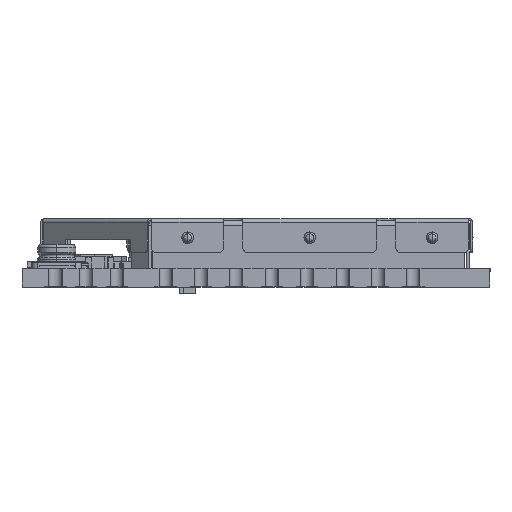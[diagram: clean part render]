
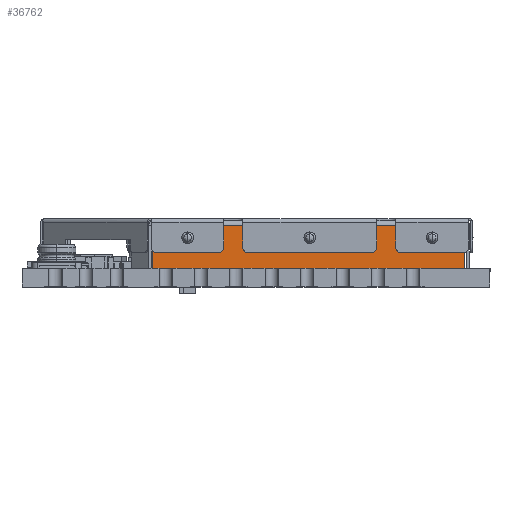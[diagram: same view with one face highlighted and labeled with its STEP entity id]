
A CAD part, left-side view. The second image highlights one B-rep face of the part: STEP entity #36762.
In plain terms, the highlighted planar face has unit normal (-1, 0, 0).
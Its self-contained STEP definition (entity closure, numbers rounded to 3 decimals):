
#1 = DIRECTION ( 'NONE',  ( -1., 0., 0. ) ) ;
#756 = CARTESIAN_POINT ( 'NONE',  ( 1.14, 15.798, 1.6 ) ) ;
#1014 = EDGE_CURVE ( 'NONE', #19745, #92927, #93471, .T. ) ;
#1176 = DIRECTION ( 'NONE',  ( 0., 0., 1. ) ) ;
#1260 = DIRECTION ( 'NONE',  ( 0., 1., 0. ) ) ;
#1485 = CARTESIAN_POINT ( 'NONE',  ( 1.14, 15.798, 1.6 ) ) ;
#1539 = CARTESIAN_POINT ( 'NONE',  ( 1.14, 2.59, -0.5 ) ) ;
#2766 = ORIENTED_EDGE ( 'NONE', *, *, #76425, .F. ) ;
#3361 = FACE_BOUND ( 'NONE', #59012, .T. ) ;
#4827 = DIRECTION ( 'NONE',  ( 0., -1., 0. ) ) ;
#5886 = CARTESIAN_POINT ( 'NONE',  ( 1.14, 1.321, 0. ) ) ;
#6074 = LINE ( 'NONE', #12680, #17572 ) ;
#8149 = AXIS2_PLACEMENT_3D ( 'NONE', #80305, #1, #29790 ) ;
#9461 = CARTESIAN_POINT ( 'NONE',  ( 1.14, 9.419, 1.9 ) ) ;
#10012 = DIRECTION ( 'NONE',  ( -1., 0., 0. ) ) ;
#11117 = DIRECTION ( 'NONE',  ( -1., 0., 0. ) ) ;
#11138 = DIRECTION ( 'NONE',  ( 1., 0., 0. ) ) ;
#12680 = CARTESIAN_POINT ( 'NONE',  ( 1.14, 2.59, 2.5 ) ) ;
#13179 = EDGE_CURVE ( 'NONE', #53383, #32880, #86116, .T. ) ;
#15982 = VERTEX_POINT ( 'NONE', #71005 ) ;
#17572 = VECTOR ( 'NONE', #93560, 1000. ) ;
#18216 = CARTESIAN_POINT ( 'NONE',  ( 1.14, 1.08, 2.5 ) ) ;
#19745 = VERTEX_POINT ( 'NONE', #23895 ) ;
#20013 = EDGE_CURVE ( 'NONE', #92927, #36600, #62664, .T. ) ;
#20961 = DIRECTION ( 'NONE',  ( 0., 0., -1. ) ) ;
#21347 = DIRECTION ( 'NONE',  ( 0., 0., -1. ) ) ;
#21534 = ORIENTED_EDGE ( 'NONE', *, *, #13179, .F. ) ;
#21599 = CARTESIAN_POINT ( 'NONE',  ( 1.14, 1.08, 0. ) ) ;
#23895 = CARTESIAN_POINT ( 'NONE',  ( 1.14, 1.321, 2.23 ) ) ;
#24417 = EDGE_CURVE ( 'NONE', #84916, #61120, #70341, .T. ) ;
#24593 = ORIENTED_EDGE ( 'NONE', *, *, #88886, .F. ) ;
#25039 = CIRCLE ( 'NONE', #73669, 0.3 ) ;
#25173 = LINE ( 'NONE', #48570, #33311 ) ;
#25440 = CIRCLE ( 'NONE', #92257, 0.3 ) ;
#26204 = CARTESIAN_POINT ( 'NONE',  ( 1.14, 3.025, 1.6 ) ) ;
#27754 = ORIENTED_EDGE ( 'NONE', *, *, #67730, .F. ) ;
#28624 = ORIENTED_EDGE ( 'NONE', *, *, #42047, .F. ) ;
#29533 = LINE ( 'NONE', #30539, #58069 ) ;
#29790 = DIRECTION ( 'NONE',  ( 0., 0., -1. ) ) ;
#30142 = VECTOR ( 'NONE', #1176, 1000. ) ;
#30148 = CARTESIAN_POINT ( 'NONE',  ( 1.14, 1.08, 0. ) ) ;
#30539 = CARTESIAN_POINT ( 'NONE',  ( 1.14, 2.09, 2.5 ) ) ;
#30713 = EDGE_CURVE ( 'NONE', #44076, #15982, #62206, .T. ) ;
#30784 = LINE ( 'NONE', #79489, #90147 ) ;
#31204 = EDGE_CURVE ( 'NONE', #92448, #75957, #75740, .T. ) ;
#32880 = VERTEX_POINT ( 'NONE', #87891 ) ;
#33311 = VECTOR ( 'NONE', #4827, 1000. ) ;
#33846 = VERTEX_POINT ( 'NONE', #94129 ) ;
#34791 = ORIENTED_EDGE ( 'NONE', *, *, #30713, .F. ) ;
#36600 = VERTEX_POINT ( 'NONE', #57673 ) ;
#36762 = ADVANCED_FACE ( 'NONE', ( #66317, #47934, #46790, #3361 ), #60668, .F. ) ;
#37669 = CARTESIAN_POINT ( 'NONE',  ( 1.14, 3.025, 1.9 ) ) ;
#37793 = DIRECTION ( 'NONE',  ( 0., 0., -1. ) ) ;
#40265 = CARTESIAN_POINT ( 'NONE',  ( 1.14, 1.321, 2.5 ) ) ;
#42047 = EDGE_CURVE ( 'NONE', #32880, #19745, #25173, .T. ) ;
#43343 = DIRECTION ( 'NONE',  ( -1., 0., 0. ) ) ;
#44076 = VERTEX_POINT ( 'NONE', #62327 ) ;
#46425 = DIRECTION ( 'NONE',  ( 0., 0., -1. ) ) ;
#46790 = FACE_BOUND ( 'NONE', #57161, .T. ) ;
#47327 = ORIENTED_EDGE ( 'NONE', *, *, #31204, .F. ) ;
#47686 = AXIS2_PLACEMENT_3D ( 'NONE', #1485, #81774, #21347 ) ;
#47871 = DIRECTION ( 'NONE',  ( 0., 0., -1. ) ) ;
#47934 = FACE_BOUND ( 'NONE', #61355, .T. ) ;
#48570 = CARTESIAN_POINT ( 'NONE',  ( 1.14, -39.937, 2.23 ) ) ;
#49796 = CIRCLE ( 'NONE', #8149, 0.3 ) ;
#51335 = EDGE_CURVE ( 'NONE', #36600, #66813, #29533, .T. ) ;
#51377 = VECTOR ( 'NONE', #1260, 1000. ) ;
#53383 = VERTEX_POINT ( 'NONE', #55907 ) ;
#55907 = CARTESIAN_POINT ( 'NONE',  ( 1.14, 17.616, 0. ) ) ;
#57054 = LINE ( 'NONE', #30148, #51377 ) ;
#57161 = EDGE_LOOP ( 'NONE', ( #47327, #86275 ) ) ;
#57673 = CARTESIAN_POINT ( 'NONE',  ( 1.14, 2.09, 0. ) ) ;
#58069 = VECTOR ( 'NONE', #37793, 1000. ) ;
#58078 = ORIENTED_EDGE ( 'NONE', *, *, #20013, .F. ) ;
#58695 = CARTESIAN_POINT ( 'NONE',  ( 1.14, 9.419, 1.3 ) ) ;
#59012 = EDGE_LOOP ( 'NONE', ( #81273, #66733 ) ) ;
#60668 = PLANE ( 'NONE',  #61812 ) ;
#61120 = VERTEX_POINT ( 'NONE', #37669 ) ;
#61355 = EDGE_LOOP ( 'NONE', ( #34791, #2766 ) ) ;
#61414 = VECTOR ( 'NONE', #84757, 1000. ) ;
#61448 = VECTOR ( 'NONE', #72751, 1000. ) ;
#61812 = AXIS2_PLACEMENT_3D ( 'NONE', #18216, #11138, #47871 ) ;
#62206 = CIRCLE ( 'NONE', #47686, 0.3 ) ;
#62327 = CARTESIAN_POINT ( 'NONE',  ( 1.14, 15.798, 1.3 ) ) ;
#62664 = LINE ( 'NONE', #21599, #61448 ) ;
#64732 = DIRECTION ( 'NONE',  ( 0., 1., 0. ) ) ;
#66053 = EDGE_CURVE ( 'NONE', #75957, #92448, #49796, .T. ) ;
#66317 = FACE_OUTER_BOUND ( 'NONE', #72835, .T. ) ;
#66733 = ORIENTED_EDGE ( 'NONE', *, *, #93870, .F. ) ;
#66734 = ORIENTED_EDGE ( 'NONE', *, *, #1014, .F. ) ;
#66813 = VERTEX_POINT ( 'NONE', #90682 ) ;
#67730 = EDGE_CURVE ( 'NONE', #33846, #53383, #57054, .T. ) ;
#68696 = DIRECTION ( 'NONE',  ( 0., 0., -1. ) ) ;
#70341 = CIRCLE ( 'NONE', #85154, 0.3 ) ;
#71005 = CARTESIAN_POINT ( 'NONE',  ( 1.14, 15.798, 1.9 ) ) ;
#71786 = DIRECTION ( 'NONE',  ( -1., 0., 0. ) ) ;
#72751 = DIRECTION ( 'NONE',  ( 0., 1., 0. ) ) ;
#72835 = EDGE_LOOP ( 'NONE', ( #28624, #21534, #27754, #24593, #74476, #86145, #58078, #66734 ) ) ;
#73142 = CARTESIAN_POINT ( 'NONE',  ( 1.14, 17.616, 2.5 ) ) ;
#73573 = EDGE_CURVE ( 'NONE', #66813, #89914, #30784, .T. ) ;
#73669 = AXIS2_PLACEMENT_3D ( 'NONE', #756, #10012, #46425 ) ;
#74476 = ORIENTED_EDGE ( 'NONE', *, *, #73573, .F. ) ;
#75740 = CIRCLE ( 'NONE', #83306, 0.3 ) ;
#75957 = VERTEX_POINT ( 'NONE', #9461 ) ;
#76425 = EDGE_CURVE ( 'NONE', #15982, #44076, #25039, .T. ) ;
#78850 = CARTESIAN_POINT ( 'NONE',  ( 1.14, 9.419, 1.6 ) ) ;
#79489 = CARTESIAN_POINT ( 'NONE',  ( 1.14, 1.08, -0.5 ) ) ;
#80305 = CARTESIAN_POINT ( 'NONE',  ( 1.14, 9.419, 1.6 ) ) ;
#81273 = ORIENTED_EDGE ( 'NONE', *, *, #24417, .F. ) ;
#81774 = DIRECTION ( 'NONE',  ( -1., 0., 0. ) ) ;
#83306 = AXIS2_PLACEMENT_3D ( 'NONE', #78850, #71786, #20961 ) ;
#84757 = DIRECTION ( 'NONE',  ( 0., 0., -1. ) ) ;
#84916 = VERTEX_POINT ( 'NONE', #88910 ) ;
#85154 = AXIS2_PLACEMENT_3D ( 'NONE', #87198, #43343, #94550 ) ;
#86116 = LINE ( 'NONE', #73142, #30142 ) ;
#86145 = ORIENTED_EDGE ( 'NONE', *, *, #51335, .F. ) ;
#86275 = ORIENTED_EDGE ( 'NONE', *, *, #66053, .F. ) ;
#87198 = CARTESIAN_POINT ( 'NONE',  ( 1.14, 3.025, 1.6 ) ) ;
#87891 = CARTESIAN_POINT ( 'NONE',  ( 1.14, 17.616, 2.23 ) ) ;
#88886 = EDGE_CURVE ( 'NONE', #89914, #33846, #6074, .T. ) ;
#88910 = CARTESIAN_POINT ( 'NONE',  ( 1.14, 3.025, 1.3 ) ) ;
#89914 = VERTEX_POINT ( 'NONE', #1539 ) ;
#90147 = VECTOR ( 'NONE', #64732, 1000. ) ;
#90682 = CARTESIAN_POINT ( 'NONE',  ( 1.14, 2.09, -0.5 ) ) ;
#92257 = AXIS2_PLACEMENT_3D ( 'NONE', #26204, #11117, #68696 ) ;
#92448 = VERTEX_POINT ( 'NONE', #58695 ) ;
#92927 = VERTEX_POINT ( 'NONE', #5886 ) ;
#93471 = LINE ( 'NONE', #40265, #61414 ) ;
#93560 = DIRECTION ( 'NONE',  ( 0., 0., 1. ) ) ;
#93870 = EDGE_CURVE ( 'NONE', #61120, #84916, #25440, .T. ) ;
#94129 = CARTESIAN_POINT ( 'NONE',  ( 1.14, 2.59, 0. ) ) ;
#94550 = DIRECTION ( 'NONE',  ( 0., 0., -1. ) ) ;
